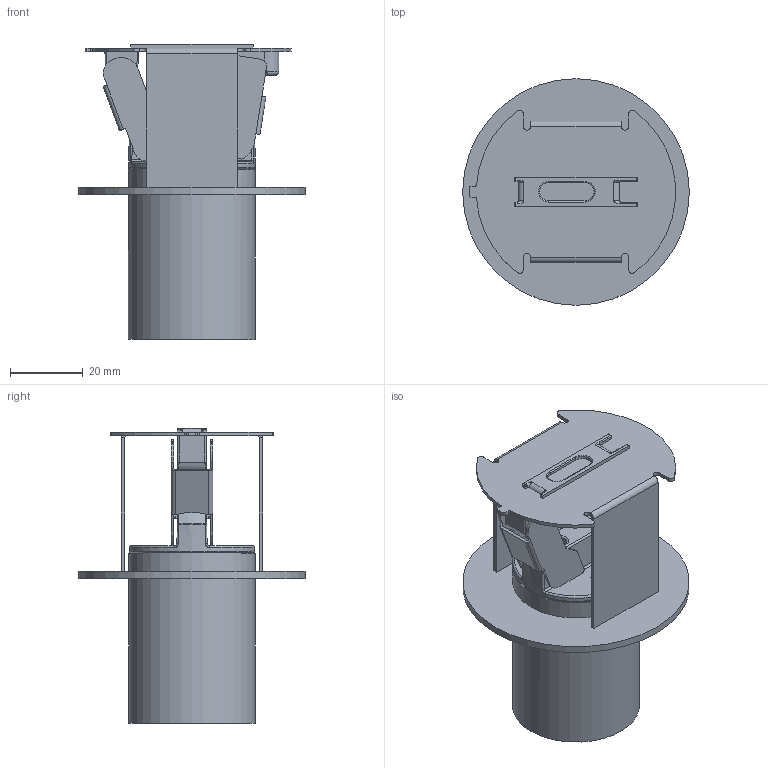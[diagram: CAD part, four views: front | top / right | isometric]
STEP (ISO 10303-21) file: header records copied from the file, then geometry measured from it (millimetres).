
FILE_DESCRIPTION(/* description */ ('This is a sample STEP configuration'),/* implementation_level */ '2;1');
FILE_NAME(/* name */ '662-007xxxxxxxxx SIMPLE.ipt_Rev_00.stp',/* time_stamp */ '2023-05-03T11:49:58+02:00',/* author */ ('powerJobs'),/* organization */ ('coolOrange'),/* preprocessor_version */ 'ST-DEVELOPER v19.2',/* originating_system */ 'Autodesk Inventor 2023',/* authorisation */ '');
FILE_SCHEMA (('AUTOMOTIVE_DESIGN { 1 0 10303 214 3 1 1 }'));
Length unit declared in the file: millimetre
Products named in the file (1): ENG000028946
Bounding box: 62.5 x 62.5 x 81.36 mm (x, y, z)
Volume: 31850.5 mm3; surface area: 33712.5 mm2
Topology: 3 solids, 3 shells, 402 faces, 988 edges, 594 vertices
Faces by surface type: plane 131, cylinder 118, bspline 80, torus 34, sphere 20, cone 19
Full cylindrical faces by diameter (mm): 2.7 x4, 15 x1, 30 x2, 32 x1, 32.5 x1, 35 x2, 62.5 x1
Entity records: 16089 total; most frequent: CARTESIAN_POINT 6866, ORIENTED_EDGE 1964, DIRECTION 1863, EDGE_CURVE 982, AXIS2_PLACEMENT_3D 736, VERTEX_POINT 594, EDGE_LOOP 428, FACE_OUTER_BOUND 402
